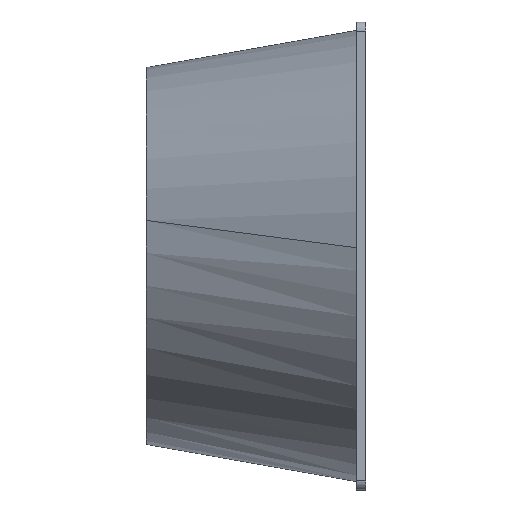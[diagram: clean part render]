
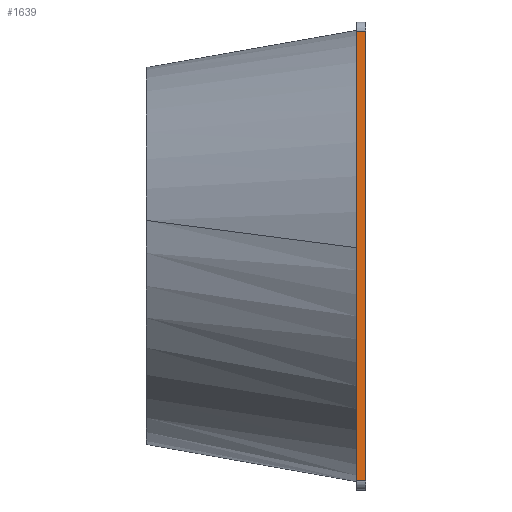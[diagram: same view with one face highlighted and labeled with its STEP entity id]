
A CAD part, left-side view. The second image highlights one B-rep face of the part: STEP entity #1639.
In plain terms, the highlighted planar face has unit normal (-1, 0, 0).
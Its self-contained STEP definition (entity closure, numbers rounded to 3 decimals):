
#56 = VECTOR ( 'NONE', #2049, 1000. ) ;
#265 = EDGE_CURVE ( 'NONE', #2364, #835, #736, .T. ) ;
#503 = EDGE_LOOP ( 'NONE', ( #1042, #1782, #1194, #2598 ) ) ;
#557 = DIRECTION ( 'NONE',  ( 1., 0., 0. ) ) ;
#633 = VERTEX_POINT ( 'NONE', #2082 ) ;
#670 = EDGE_CURVE ( 'NONE', #675, #633, #2293, .T. ) ;
#675 = VERTEX_POINT ( 'NONE', #1656 ) ;
#736 = LINE ( 'NONE', #2170, #1624 ) ;
#791 = VECTOR ( 'NONE', #1495, 1000. ) ;
#835 = VERTEX_POINT ( 'NONE', #1019 ) ;
#866 = EDGE_CURVE ( 'NONE', #2364, #675, #2271, .T. ) ;
#949 = EDGE_CURVE ( 'NONE', #835, #633, #992, .T. ) ;
#992 = LINE ( 'NONE', #2037, #2186 ) ;
#1019 = CARTESIAN_POINT ( 'NONE',  ( -74.5, 3., 71.5 ) ) ;
#1042 = ORIENTED_EDGE ( 'NONE', *, *, #670, .T. ) ;
#1162 = DIRECTION ( 'NONE',  ( 0., 0., -1. ) ) ;
#1194 = ORIENTED_EDGE ( 'NONE', *, *, #265, .F. ) ;
#1203 = PLANE ( 'NONE',  #2628 ) ;
#1358 = DIRECTION ( 'NONE',  ( 0., 0., 1. ) ) ;
#1393 = FACE_OUTER_BOUND ( 'NONE', #503, .T. ) ;
#1495 = DIRECTION ( 'NONE',  ( 0., 0., 1. ) ) ;
#1624 = VECTOR ( 'NONE', #1358, 1000. ) ;
#1639 = ADVANCED_FACE ( 'NONE', ( #1393 ), #1203, .F. ) ;
#1656 = CARTESIAN_POINT ( 'NONE',  ( -74.5, 0., -71.5 ) ) ;
#1700 = CARTESIAN_POINT ( 'NONE',  ( -74.5, 0., -71.5 ) ) ;
#1782 = ORIENTED_EDGE ( 'NONE', *, *, #949, .F. ) ;
#1826 = CARTESIAN_POINT ( 'NONE',  ( -74.5, 3., -71.5 ) ) ;
#1911 = CARTESIAN_POINT ( 'NONE',  ( -74.5, 3., -71.5 ) ) ;
#2011 = CARTESIAN_POINT ( 'NONE',  ( -74.5, 3., -71.5 ) ) ;
#2037 = CARTESIAN_POINT ( 'NONE',  ( -74.5, 3., 71.5 ) ) ;
#2049 = DIRECTION ( 'NONE',  ( 0., -1., 0. ) ) ;
#2082 = CARTESIAN_POINT ( 'NONE',  ( -74.5, 0., 71.5 ) ) ;
#2170 = CARTESIAN_POINT ( 'NONE',  ( -74.5, 3., -71.5 ) ) ;
#2186 = VECTOR ( 'NONE', #2451, 1000. ) ;
#2271 = LINE ( 'NONE', #2011, #56 ) ;
#2293 = LINE ( 'NONE', #1700, #791 ) ;
#2364 = VERTEX_POINT ( 'NONE', #1911 ) ;
#2451 = DIRECTION ( 'NONE',  ( 0., -1., 0. ) ) ;
#2598 = ORIENTED_EDGE ( 'NONE', *, *, #866, .T. ) ;
#2628 = AXIS2_PLACEMENT_3D ( 'NONE', #1826, #557, #1162 ) ;
